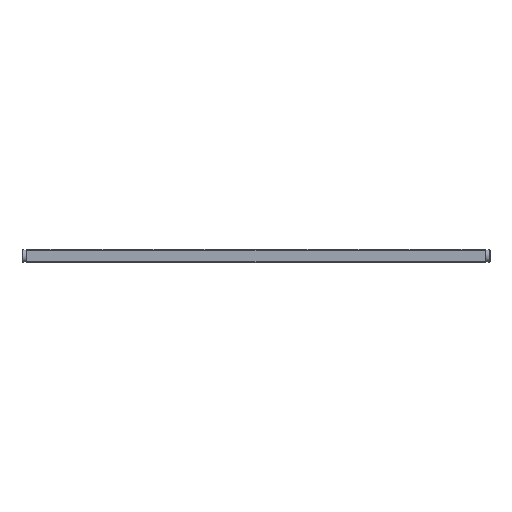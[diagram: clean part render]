
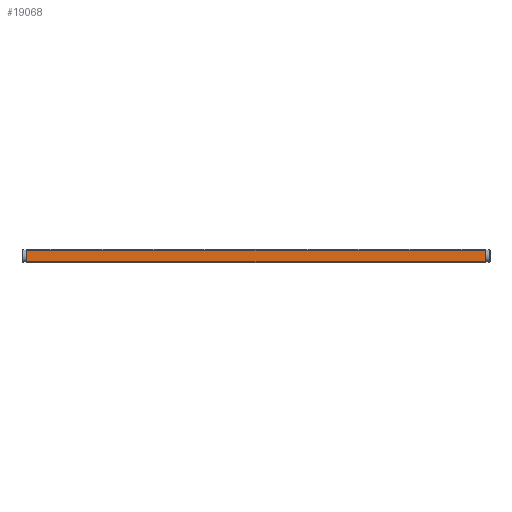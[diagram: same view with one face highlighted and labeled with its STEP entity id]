
A CAD part, front view. The second image highlights one B-rep face of the part: STEP entity #19068.
In plain terms, the highlighted planar face has unit normal (0, -1, 0).
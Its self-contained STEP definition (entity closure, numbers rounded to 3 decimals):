
#19068=ADVANCED_FACE('',(#25467),#22024,.T.);
#22024=PLANE('',#89132);
#25467=FACE_OUTER_BOUND('',#29890,.T.);
#29890=EDGE_LOOP('',(#45547,#45548,#45549,#45550));
#45547=ORIENTED_EDGE('',*,*,#66651,.T.);
#45548=ORIENTED_EDGE('',*,*,#66652,.T.);
#45549=ORIENTED_EDGE('',*,*,#66653,.T.);
#45550=ORIENTED_EDGE('',*,*,#66654,.T.);
#57352=VERTEX_POINT('',#125708);
#57353=VERTEX_POINT('',#125709);
#57354=VERTEX_POINT('',#125711);
#57355=VERTEX_POINT('',#125713);
#66651=EDGE_CURVE('',#57352,#57353,#74464,.T.);
#66652=EDGE_CURVE('',#57353,#57354,#74465,.T.);
#66653=EDGE_CURVE('',#57354,#57355,#74466,.T.);
#66654=EDGE_CURVE('',#57355,#57352,#74467,.T.);
#74464=LINE('',#125707,#81332);
#74465=LINE('',#125710,#81333);
#74466=LINE('',#125712,#81334);
#74467=LINE('',#125714,#81335);
#81332=VECTOR('',#105541,1.);
#81333=VECTOR('',#105542,1.);
#81334=VECTOR('',#105543,1.);
#81335=VECTOR('',#105544,1.);
#89132=AXIS2_PLACEMENT_3D('',#125715,#105545,#105546);
#105541=DIRECTION('',(1.,0.,0.));
#105542=DIRECTION('',(0.,0.,1.));
#105543=DIRECTION('',(-1.,0.,0.));
#105544=DIRECTION('',(0.,0.,-1.));
#105545=DIRECTION('',(0.,-1.,0.));
#105546=DIRECTION('',(0.,0.,-1.));
#125707=CARTESIAN_POINT('',(137.335,0.,0.425));
#125708=CARTESIAN_POINT('',(0.4,0.,0.425));
#125709=CARTESIAN_POINT('',(274.27,0.,0.425));
#125710=CARTESIAN_POINT('',(274.27,0.,0.));
#125711=CARTESIAN_POINT('',(274.27,0.,7.575));
#125712=CARTESIAN_POINT('',(137.335,0.,7.575));
#125713=CARTESIAN_POINT('',(0.4,0.,7.575));
#125714=CARTESIAN_POINT('',(0.4,0.,0.));
#125715=CARTESIAN_POINT('',(137.335,0.,0.));
